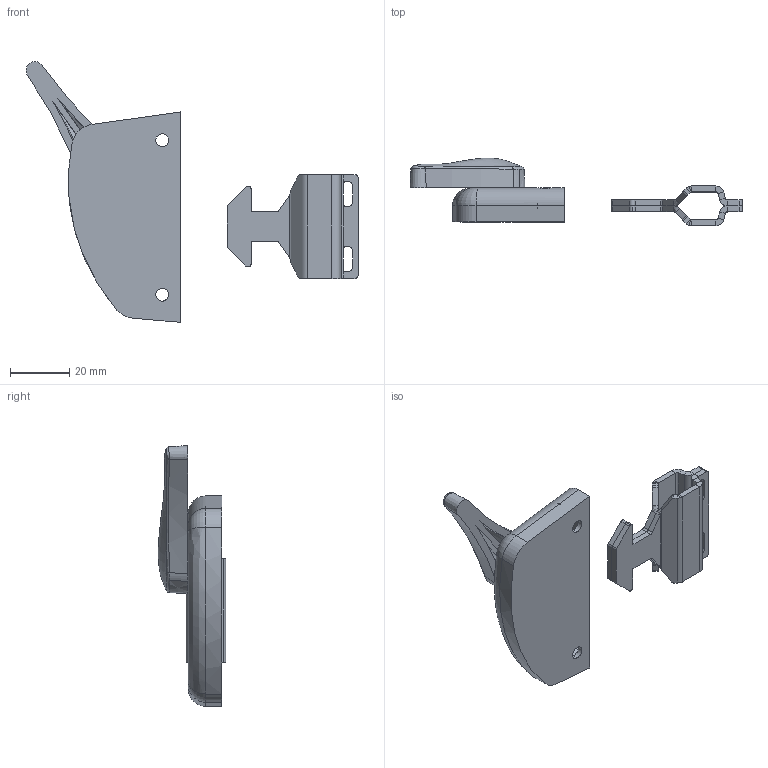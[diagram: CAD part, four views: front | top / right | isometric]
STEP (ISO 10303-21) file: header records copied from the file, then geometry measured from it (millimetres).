
FILE_DESCRIPTION (( 'STEP AP214' ), '1' );
FILE_NAME ('5109 SLIDING DOOR WINDOW LATCH.STEP', '2022-03-14T00:39:28', ( '' ), ( '' ), 'SwSTEP 2.0', 'SolidWorks 2021', '' );
FILE_SCHEMA (( 'AUTOMOTIVE_DESIGN' ));
Length unit declared in the file: millimetre
Products named in the file (4): SLIDING DOOR LATCH STRIKE; SLIDING DOOR LATCH catch; sLIDING DOOR LATCH; 5109 SLIDING DOOR WINDOW LATCH
Assembly tree (4 placements, depth 2):
  5109 SLIDING DOOR WINDOW LATCH
    sLIDING DOOR LATCH
    SLIDING DOOR LATCH catch
    SLIDING DOOR LATCH STRIKE  x2
Bounding box: 111.75 x 22.79 x 87.73 mm (x, y, z)
Volume: 19994.4 mm3; surface area: 21414.2 mm2
Topology: 4 solids, 5 shells, 266 faces, 690 edges, 430 vertices
Faces by surface type: plane 129, cylinder 73, bspline 44, cone 16, torus 4
Entity records: 10014 total; most frequent: CARTESIAN_POINT 5357, ORIENTED_EDGE 962, DIRECTION 843, EDGE_CURVE 481, VERTEX_POINT 304, AXIS2_PLACEMENT_3D 296, VECTOR 251, LINE 251
